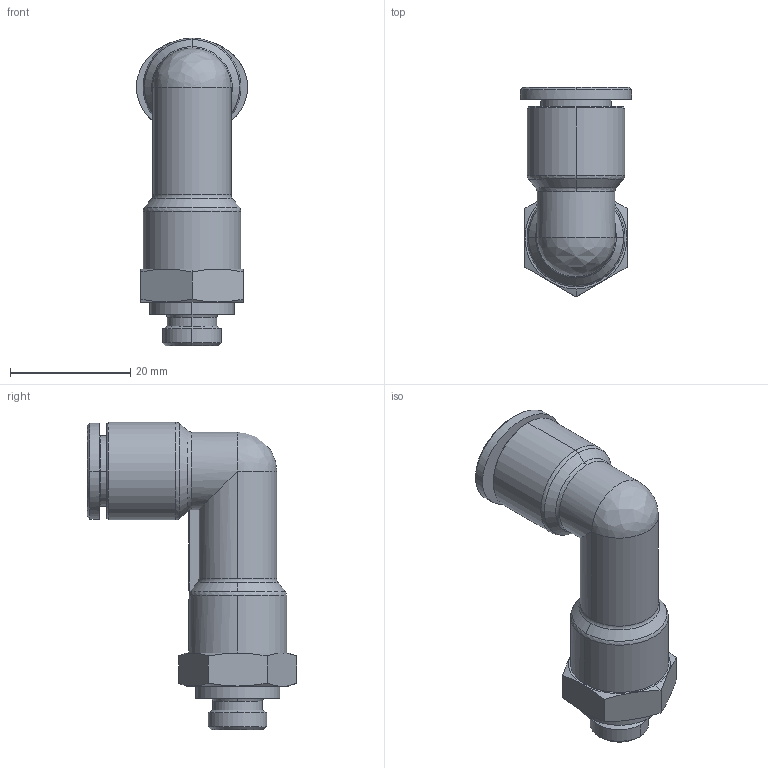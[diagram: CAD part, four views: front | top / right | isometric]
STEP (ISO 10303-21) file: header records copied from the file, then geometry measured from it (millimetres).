
FILE_DESCRIPTION (( 'STEP AP214' ), '1' );
FILE_NAME ('PLLP10-G01.stp', '2015-09-16T07:35:28', ( '' ), ( '' ), 'SwSTEP 2.0', 'SolidWorks 2015', '' );
FILE_SCHEMA (( 'AUTOMOTIVE_DESIGN' ));
Length unit declared in the file: millimetre
Products named in the file (2): PLLP10-G01; ~~~~~~~~~~~~~~ｦ+ﾃｦ1
Assembly tree (1 placements, depth 2):
  PLLP10-G01
    ~~~~~~~~~~~~~~ｦ+ﾃｦ1
Bounding box: 18.5 x 34.81 x 51.25 mm (x, y, z)
Volume: 9291.5 mm3; surface area: 4782.8 mm2
Topology: 1 solids, 1 shells, 465 faces, 1309 edges, 864 vertices
Faces by surface type: plane 394, cone 34, cylinder 21, bspline 13, torus 3
Entity records: 16372 total; most frequent: CARTESIAN_POINT 3601, ORIENTED_EDGE 2616, DIRECTION 2262, EDGE_CURVE 1308, VECTOR 1154, LINE 1154, VERTEX_POINT 864, AXIS2_PLACEMENT_3D 554
